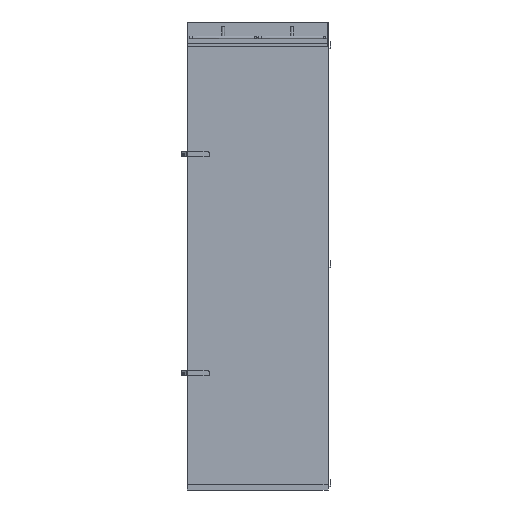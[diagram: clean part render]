
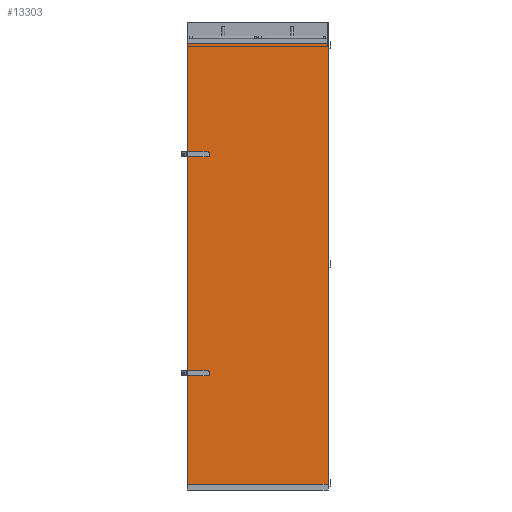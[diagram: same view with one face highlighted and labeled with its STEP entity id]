
A CAD part, front view. The second image highlights one B-rep face of the part: STEP entity #13303.
In plain terms, the highlighted planar face has unit normal (0, -1, 0).
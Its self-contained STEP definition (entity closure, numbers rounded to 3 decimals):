
#2357 = VERTEX_POINT ( 'NONE', #4416 ) ;
#3502 = CARTESIAN_POINT ( 'NONE',  ( -1125., 0., 0. ) ) ;
#3669 = CARTESIAN_POINT ( 'NONE',  ( -1125., 0., 0. ) ) ;
#3735 = CARTESIAN_POINT ( 'NONE',  ( 1125., 0., -7050. ) ) ;
#4101 = FACE_OUTER_BOUND ( 'NONE', #14820, .T. ) ;
#4137 = LINE ( 'NONE', #3502, #4342 ) ;
#4342 = VECTOR ( 'NONE', #16325, 1000. ) ;
#4389 = LINE ( 'NONE', #6235, #4754 ) ;
#4416 = CARTESIAN_POINT ( 'NONE',  ( 1125., 0., 0. ) ) ;
#4435 = VERTEX_POINT ( 'NONE', #15142 ) ;
#4754 = VECTOR ( 'NONE', #10834, 1000. ) ;
#5473 = VERTEX_POINT ( 'NONE', #3669 ) ;
#6235 = CARTESIAN_POINT ( 'NONE',  ( 1125., 0., -7050. ) ) ;
#7490 = VECTOR ( 'NONE', #7639, 1000. ) ;
#7503 = LINE ( 'NONE', #7686, #7490 ) ;
#7639 = DIRECTION ( 'NONE',  ( 1., 0., 0. ) ) ;
#7686 = CARTESIAN_POINT ( 'NONE',  ( -1125., 0., -7050. ) ) ;
#9002 = EDGE_CURVE ( 'NONE', #4435, #5473, #9806, .T. ) ;
#9762 = VECTOR ( 'NONE', #14498, 1000. ) ;
#9806 = LINE ( 'NONE', #14382, #9762 ) ;
#9845 = ORIENTED_EDGE ( 'NONE', *, *, #15709, .F. ) ;
#9859 = ORIENTED_EDGE ( 'NONE', *, *, #11858, .T. ) ;
#9894 = ORIENTED_EDGE ( 'NONE', *, *, #9002, .F. ) ;
#10052 = VERTEX_POINT ( 'NONE', #3735 ) ;
#10552 = PLANE ( 'NONE',  #14011 ) ;
#10613 = CARTESIAN_POINT ( 'NONE',  ( -1125., 0., -7050. ) ) ;
#10770 = DIRECTION ( 'NONE',  ( 0., -1., 0. ) ) ;
#10799 = DIRECTION ( 'NONE',  ( 0., 0., -1. ) ) ;
#10834 = DIRECTION ( 'NONE',  ( 0., 0., 1. ) ) ;
#11858 = EDGE_CURVE ( 'NONE', #4435, #10052, #7503, .T. ) ;
#13303 = ADVANCED_FACE ( 'NONE', ( #4101 ), #10552, .T. ) ;
#14011 = AXIS2_PLACEMENT_3D ( 'NONE', #10613, #10770, #10799 ) ;
#14382 = CARTESIAN_POINT ( 'NONE',  ( -1125., 0., -7050. ) ) ;
#14493 = ORIENTED_EDGE ( 'NONE', *, *, #15492, .T. ) ;
#14498 = DIRECTION ( 'NONE',  ( 0., 0., 1. ) ) ;
#14820 = EDGE_LOOP ( 'NONE', ( #9845, #9894, #9859, #14493 ) ) ;
#15142 = CARTESIAN_POINT ( 'NONE',  ( -1125., 0., -7050. ) ) ;
#15492 = EDGE_CURVE ( 'NONE', #10052, #2357, #4389, .T. ) ;
#15709 = EDGE_CURVE ( 'NONE', #5473, #2357, #4137, .T. ) ;
#16325 = DIRECTION ( 'NONE',  ( 1., 0., 0. ) ) ;
